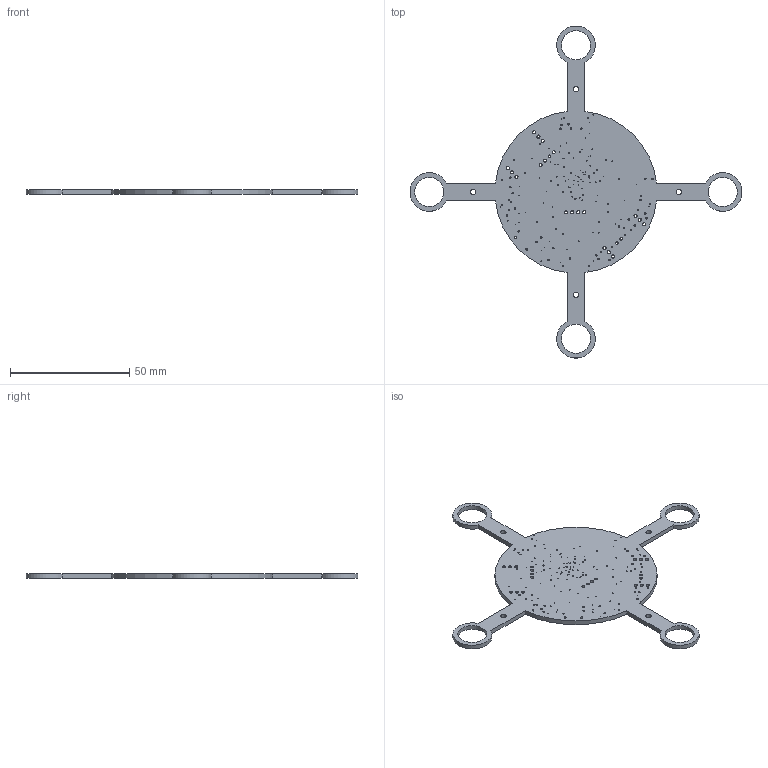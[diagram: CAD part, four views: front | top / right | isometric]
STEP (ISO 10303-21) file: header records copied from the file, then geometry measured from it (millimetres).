
FILE_DESCRIPTION(/* description */ (''),/* implementation_level */ '2;1');
FILE_NAME(/* name */ 'BoardStep.step',/* time_stamp */ '2023-05-27T21:56:38-07:00',/* author */ (''),/* organization */ (''),/* preprocessor_version */ 'ST-DEVELOPER v19.2',/* originating_system */ 'Autodesk Translation Framework v12.4.0.73',/* authorisation */ '');
FILE_SCHEMA (('AUTOMOTIVE_DESIGN { 1 0 10303 214 3 1 1 }'));
Length unit declared in the file: millimetre
Products named in the file (1): Board
Bounding box: 138.94 x 138.94 x 1.92 mm (x, y, z)
Volume: 8657.6 mm3; surface area: 11769 mm2
Topology: 171 solids, 171 shells, 882 faces, 1620 edges, 1080 vertices
Faces by surface type: cylinder 532, plane 350
Full cylindrical faces by diameter (mm): 0.133 x58, 0.203 x116, 0.28 x49, 0.35 x98, 0.54 x45, 0.61 x90, 0.9 x2, 1.03 x2, 1.1 x4, 1.2 x4, 1.261 x16, 1.331 x32, 2.261 x4, 12.2 x4
Entity records: 23594 total; most frequent: DIRECTION 4450, CARTESIAN_POINT 3583, ORIENTED_EDGE 3240, AXIS2_PLACEMENT_3D 1947, EDGE_CURVE 1620, EDGE_LOOP 1590, VERTEX_POINT 1080, CIRCLE 1064
